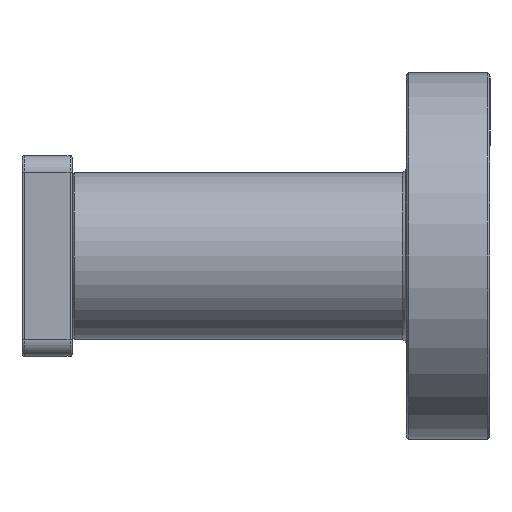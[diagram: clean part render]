
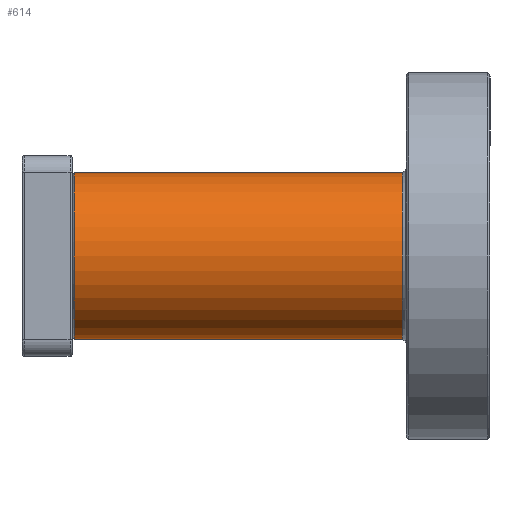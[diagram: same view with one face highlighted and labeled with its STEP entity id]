
A CAD part, left-side view. The second image highlights one B-rep face of the part: STEP entity #614.
In plain terms, the highlighted cylindrical face has radius 10 mm (diameter 20 mm), a full revolution.
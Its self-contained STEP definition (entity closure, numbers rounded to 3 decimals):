
#102=FACE_BOUND('',#200,.T.);
#143=FACE_OUTER_BOUND('',#199,.T.);
#199=EDGE_LOOP('',(#511));
#200=EDGE_LOOP('',(#512));
#250=CIRCLE('',#704,10.);
#251=CIRCLE('',#706,10.);
#298=VERTEX_POINT('',#1071);
#299=VERTEX_POINT('',#1074);
#370=EDGE_CURVE('',#298,#298,#250,.T.);
#371=EDGE_CURVE('',#299,#299,#251,.T.);
#511=ORIENTED_EDGE('',*,*,#371,.T.);
#512=ORIENTED_EDGE('',*,*,#370,.F.);
#531=CYLINDRICAL_SURFACE('',#705,10.);
#614=ADVANCED_FACE('',(#143,#102),#531,.T.);
#704=AXIS2_PLACEMENT_3D('',#1072,#905,#906);
#705=AXIS2_PLACEMENT_3D('',#1073,#907,#908);
#706=AXIS2_PLACEMENT_3D('',#1075,#909,#910);
#905=DIRECTION('center_axis',(0.,1.,0.));
#906=DIRECTION('ref_axis',(-1.,0.,0.));
#907=DIRECTION('center_axis',(0.,1.,0.));
#908=DIRECTION('ref_axis',(1.,0.,0.));
#909=DIRECTION('center_axis',(0.,1.,0.));
#910=DIRECTION('ref_axis',(0.,0.,
1.));
#1071=CARTESIAN_POINT('',(-290.,49.75,0.));
#1072=CARTESIAN_POINT('Origin',(-300.,49.75,0.));
#1073=CARTESIAN_POINT('Origin',(-300.,30.25,0.));
#1074=CARTESIAN_POINT('',(-290.,10.5,0.));
#1075=CARTESIAN_POINT('Origin',(-300.,10.5,0.));
